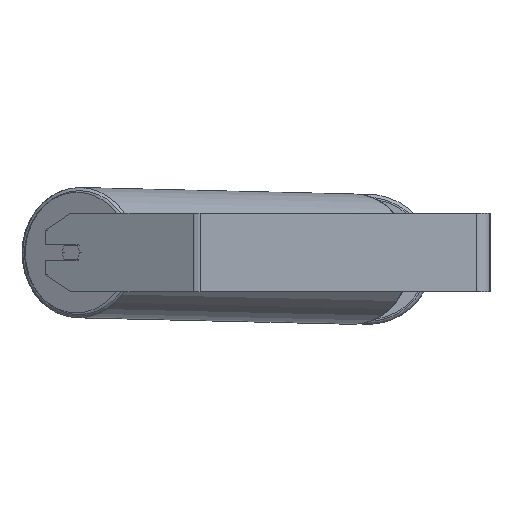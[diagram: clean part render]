
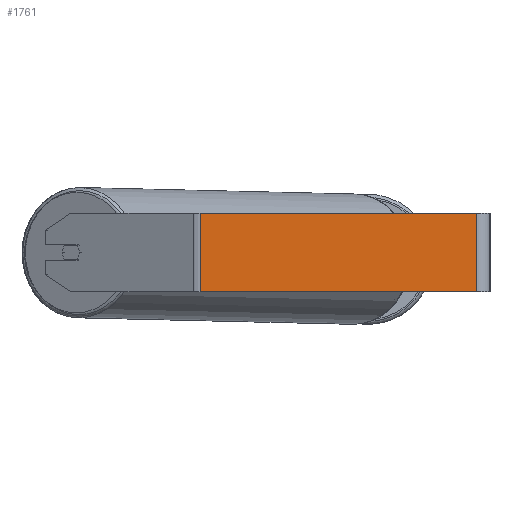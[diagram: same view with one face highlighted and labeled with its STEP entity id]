
A CAD part, left-side view. The second image highlights one B-rep face of the part: STEP entity #1761.
In plain terms, the highlighted planar face has unit normal (-1, 0, 0).
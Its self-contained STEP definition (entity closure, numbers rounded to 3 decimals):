
#477 = EDGE_LOOP ( 'NONE', ( #1939, #3136, #3738, #6624 ) ) ;
#817 = VERTEX_POINT ( 'NONE', #7579 ) ;
#1002 = VERTEX_POINT ( 'NONE', #8040 ) ;
#1266 = VERTEX_POINT ( 'NONE', #7819 ) ;
#1392 = VECTOR ( 'NONE', #5837, 1000. ) ;
#1410 = EDGE_CURVE ( 'NONE', #8686, #1002, #8236, .T. ) ;
#1761 = ADVANCED_FACE ( 'NONE', ( #6243 ), #8143, .F. ) ;
#1939 = ORIENTED_EDGE ( 'NONE', *, *, #7659, .T. ) ;
#2015 = DIRECTION ( 'NONE',  ( 0., 0., -1. ) ) ;
#2118 = DIRECTION ( 'NONE',  ( 0., 0., -1. ) ) ;
#2552 = LINE ( 'NONE', #2633, #4396 ) ;
#2633 = CARTESIAN_POINT ( 'NONE',  ( -900., 299.502, 40. ) ) ;
#3136 = ORIENTED_EDGE ( 'NONE', *, *, #4323, .F. ) ;
#3738 = ORIENTED_EDGE ( 'NONE', *, *, #4616, .F. ) ;
#3783 = AXIS2_PLACEMENT_3D ( 'NONE', #6918, #6286, #2118 ) ;
#3936 = DIRECTION ( 'NONE',  ( 0., -1., 0. ) ) ;
#4323 = EDGE_CURVE ( 'NONE', #817, #1266, #4695, .T. ) ;
#4396 = VECTOR ( 'NONE', #7999, 1000. ) ;
#4616 = EDGE_CURVE ( 'NONE', #8686, #817, #2552, .T. ) ;
#4695 = LINE ( 'NONE', #6605, #1392 ) ;
#5472 = CARTESIAN_POINT ( 'NONE',  ( -900., 295.75, 40. ) ) ;
#5837 = DIRECTION ( 'NONE',  ( 0., 0., -1. ) ) ;
#6119 = VECTOR ( 'NONE', #3936, 1000. ) ;
#6243 = FACE_OUTER_BOUND ( 'NONE', #477, .T. ) ;
#6286 = DIRECTION ( 'NONE',  ( 1., 0., 0. ) ) ;
#6605 = CARTESIAN_POINT ( 'NONE',  ( -900., 14., 40. ) ) ;
#6624 = ORIENTED_EDGE ( 'NONE', *, *, #1410, .T. ) ;
#6841 = CARTESIAN_POINT ( 'NONE',  ( -900., 295.75, 40. ) ) ;
#6918 = CARTESIAN_POINT ( 'NONE',  ( -900., 299.502, 40. ) ) ;
#7579 = CARTESIAN_POINT ( 'NONE',  ( -900., 14., 40. ) ) ;
#7659 = EDGE_CURVE ( 'NONE', #1002, #1266, #8481, .T. ) ;
#7819 = CARTESIAN_POINT ( 'NONE',  ( -900., 14., -40. ) ) ;
#7999 = DIRECTION ( 'NONE',  ( 0., -1., 0. ) ) ;
#8040 = CARTESIAN_POINT ( 'NONE',  ( -900., 295.75, -40. ) ) ;
#8050 = CARTESIAN_POINT ( 'NONE',  ( -900., 299.502, -40. ) ) ;
#8143 = PLANE ( 'NONE',  #3783 ) ;
#8236 = LINE ( 'NONE', #5472, #8559 ) ;
#8481 = LINE ( 'NONE', #8050, #6119 ) ;
#8559 = VECTOR ( 'NONE', #2015, 1000. ) ;
#8686 = VERTEX_POINT ( 'NONE', #6841 ) ;
